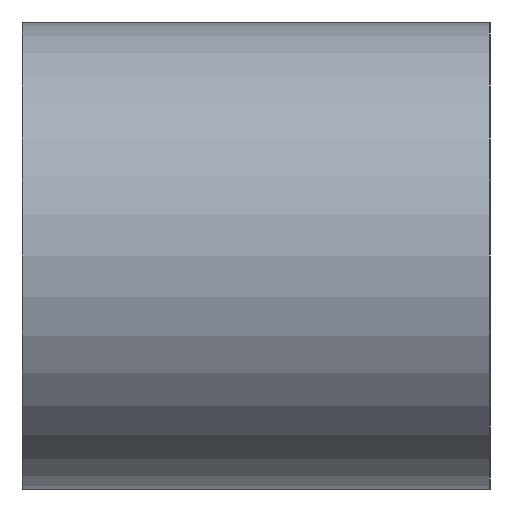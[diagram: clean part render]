
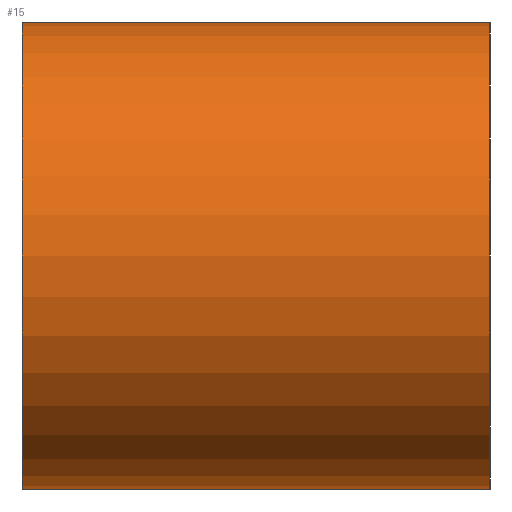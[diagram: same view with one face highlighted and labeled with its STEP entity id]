
A CAD part, left-side view. The second image highlights one B-rep face of the part: STEP entity #15.
In plain terms, the highlighted cylindrical face has radius 5 mm (diameter 10 mm), a partial arc.
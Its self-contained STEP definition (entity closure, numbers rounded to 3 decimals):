
#15 = ADVANCED_FACE ( 'NONE', ( #351 ), #82, .T. ) ;
#17 = LINE ( 'NONE', #312, #20 ) ;
#20 = VECTOR ( 'NONE', #332, 1000. ) ;
#24 = ORIENTED_EDGE ( 'NONE', *, *, #175, .T. ) ;
#43 = AXIS2_PLACEMENT_3D ( 'NONE', #278, #272, #270 ) ;
#56 = AXIS2_PLACEMENT_3D ( 'NONE', #364, #374, #116 ) ;
#75 = AXIS2_PLACEMENT_3D ( 'NONE', #253, #346, #388 ) ;
#80 = CIRCLE ( 'NONE', #56, 5. ) ;
#82 = CYLINDRICAL_SURFACE ( 'NONE', #75, 5. ) ;
#107 = EDGE_CURVE ( 'NONE', #168, #315, #80, .T. ) ;
#116 = DIRECTION ( 'NONE',  ( 0., 0., -1. ) ) ;
#127 = VERTEX_POINT ( 'NONE', #371 ) ;
#159 = EDGE_LOOP ( 'NONE', ( #349, #329, #368, #24 ) ) ;
#166 = EDGE_CURVE ( 'NONE', #127, #315, #17, .T. ) ;
#168 = VERTEX_POINT ( 'NONE', #314 ) ;
#175 = EDGE_CURVE ( 'NONE', #323, #168, #389, .T. ) ;
#203 = CARTESIAN_POINT ( 'NONE',  ( -65., 10., -5. ) ) ;
#224 = CARTESIAN_POINT ( 'NONE',  ( -65., 0., 5. ) ) ;
#231 = CIRCLE ( 'NONE', #43, 5. ) ;
#253 = CARTESIAN_POINT ( 'NONE',  ( -65., 10., 0. ) ) ;
#258 = EDGE_CURVE ( 'NONE', #323, #127, #231, .T. ) ;
#270 = DIRECTION ( 'NONE',  ( 0., 0., -1. ) ) ;
#272 = DIRECTION ( 'NONE',  ( 0., 1., 0. ) ) ;
#276 = DIRECTION ( 'NONE',  ( 0., -1., 0. ) ) ;
#278 = CARTESIAN_POINT ( 'NONE',  ( -65., 10., 0. ) ) ;
#303 = CARTESIAN_POINT ( 'NONE',  ( -65., 10., -5. ) ) ;
#312 = CARTESIAN_POINT ( 'NONE',  ( -65., 10., 5. ) ) ;
#314 = CARTESIAN_POINT ( 'NONE',  ( -65., 0., -5. ) ) ;
#315 = VERTEX_POINT ( 'NONE', #224 ) ;
#323 = VERTEX_POINT ( 'NONE', #203 ) ;
#329 = ORIENTED_EDGE ( 'NONE', *, *, #166, .F. ) ;
#332 = DIRECTION ( 'NONE',  ( 0., -1., 0. ) ) ;
#346 = DIRECTION ( 'NONE',  ( 0., -1., 0. ) ) ;
#349 = ORIENTED_EDGE ( 'NONE', *, *, #107, .T. ) ;
#351 = FACE_OUTER_BOUND ( 'NONE', #159, .T. ) ;
#364 = CARTESIAN_POINT ( 'NONE',  ( -65., 0., 0. ) ) ;
#368 = ORIENTED_EDGE ( 'NONE', *, *, #258, .F. ) ;
#371 = CARTESIAN_POINT ( 'NONE',  ( -65., 10., 5. ) ) ;
#374 = DIRECTION ( 'NONE',  ( 0., 1., 0. ) ) ;
#382 = VECTOR ( 'NONE', #276, 1000. ) ;
#388 = DIRECTION ( 'NONE',  ( 0., 0., -1. ) ) ;
#389 = LINE ( 'NONE', #303, #382 ) ;
